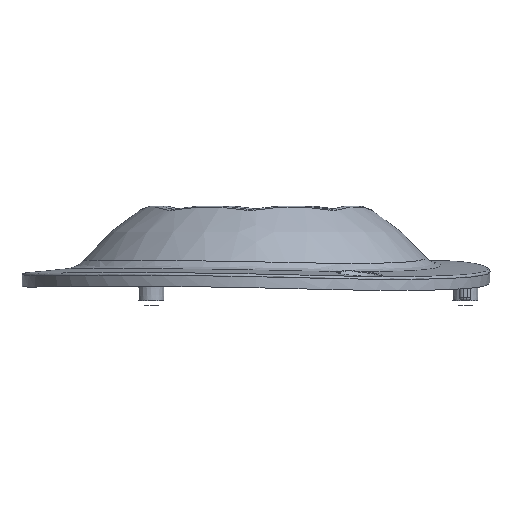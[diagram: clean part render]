
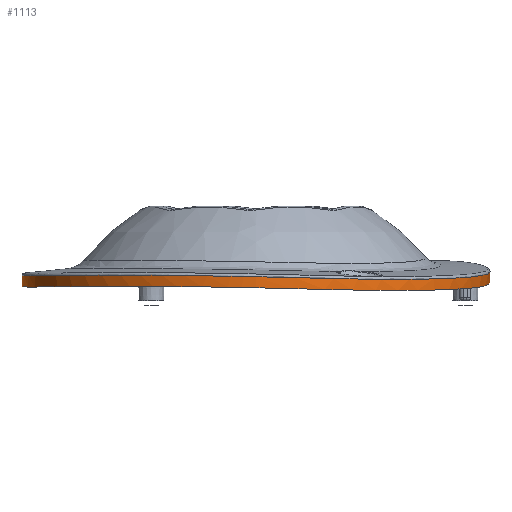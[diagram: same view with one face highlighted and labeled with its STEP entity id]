
A CAD part, left-side view. The second image highlights one B-rep face of the part: STEP entity #1113.
In plain terms, the highlighted conical face has half-angle 1 degrees and reference radius 21.46 mm.
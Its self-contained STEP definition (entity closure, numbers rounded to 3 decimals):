
#66=LINE('',#1803,#107);
#107=VECTOR('',#1321,21.5);
#148=CONICAL_SURFACE('',#1197,21.46,0.017);
#162=FACE_OUTER_BOUND('',#232,.T.);
#232=EDGE_LOOP('',(#740,#741,#742,#743,#744,#745));
#310=B_SPLINE_CURVE_WITH_KNOTS('',3,(#1726,#1727,#1728,#1729,#1730,#1731,
#1732,#1733,#1734,#1735,#1736,#1737,#1738,#1739,#1740,#1741,#1742,#1743,
#1744,#1745,#1746,#1747,#1748),.UNSPECIFIED.,.F.,.F.,(4,1,2,1,2,2,2,1,1,
2,1,2,2,4),(0.,1.113,2.227,3.488,4.748,
5.61,6.19,7.538,8.212,8.886,
10.256,11.625,12.318,12.342),
 .UNSPECIFIED.);
#311=B_SPLINE_CURVE_WITH_KNOTS('',3,(#1749,#1750,#1751,#1752,#1753,#1754),
 .UNSPECIFIED.,.F.,.F.,(4,2,4),(12.342,13.462,13.561),
 .UNSPECIFIED.);
#313=B_SPLINE_CURVE_WITH_KNOTS('',3,(#1783,#1784,#1785,#1786,#1787,#1788,
#1789,#1790,#1791,#1792,#1793,#1794,#1795,#1796,#1797,#1798,#1799,#1800,
#1801,#1802),.UNSPECIFIED.,.F.,.F.,(4,2,2,2,2,2,2,2,2,4),(-13.548,
-12.979,-12.152,-11.3,-10.458,-9.625,
-8.79,-7.946,-7.106,-6.417),
 .UNSPECIFIED.);
#314=B_SPLINE_CURVE_WITH_KNOTS('',3,(#1804,#1805,#1806,#1807,#1808,#1809,
#1810,#1811,#1812,#1813,#1814,#1815,#1816,#1817,#1818,#1819,#1820,#1821,
#1822,#1823),.UNSPECIFIED.,.F.,.F.,(4,2,2,2,2,2,2,2,2,4),(-6.417,
-6.276,-5.452,-4.767,-4.037,
-3.184,-2.38,-1.532,-0.781,
0.),.UNSPECIFIED.);
#445=VERTEX_POINT('',#1723);
#446=VERTEX_POINT('',#1725);
#447=VERTEX_POINT('',#1781);
#448=VERTEX_POINT('',#1782);
#557=EDGE_CURVE('',#445,#446,#310,.T.);
#558=EDGE_CURVE('',#446,#445,#311,.T.);
#560=EDGE_CURVE('',#447,#448,#313,.T.);
#561=EDGE_CURVE('',#448,#446,#66,.T.);
#562=EDGE_CURVE('',#448,#447,#314,.T.);
#740=ORIENTED_EDGE('',*,*,#560,.T.);
#741=ORIENTED_EDGE('',*,*,#561,.T.);
#742=ORIENTED_EDGE('',*,*,#557,.F.);
#743=ORIENTED_EDGE('',*,*,#558,.F.);
#744=ORIENTED_EDGE('',*,*,#561,.F.);
#745=ORIENTED_EDGE('',*,*,#562,.T.);
#1113=ADVANCED_FACE('',(#162),#148,.T.);
#1197=AXIS2_PLACEMENT_3D('',#1780,#1319,#1320);
#1319=DIRECTION('center_axis',(0.,0.,1.));
#1320=DIRECTION('ref_axis',(1.,0.,0.));
#1321=DIRECTION('',(-0.017,0.,1.));
#1723=CARTESIAN_POINT('',(-59.311,-3.166,12.531));
#1725=CARTESIAN_POINT('',(-62.66,8.35,12.763));
#1726=CARTESIAN_POINT('Ctrl Pts',(-59.311,-3.166,12.531));
#1727=CARTESIAN_POINT('Ctrl Pts',(-57.328,-6.292,12.506));
#1728=CARTESIAN_POINT('Ctrl Pts',(-51.72,-11.497,12.614));
#1729=CARTESIAN_POINT('Ctrl Pts',(-44.277,-13.252,12.98));
#1730=CARTESIAN_POINT('Ctrl Pts',(-36.414,-13.063,13.551));
#1731=CARTESIAN_POINT('Ctrl Pts',(-28.115,-10.344,14.26));
#1732=CARTESIAN_POINT('Ctrl Pts',(-22.679,-3.485,13.821));
#1733=CARTESIAN_POINT('Ctrl Pts',(-20.097,3.063,13.411));
#1734=CARTESIAN_POINT('Ctrl Pts',(-19.577,5.933,13.247));
#1735=CARTESIAN_POINT('Ctrl Pts',(-19.68,10.72,13.066));
#1736=CARTESIAN_POINT('Ctrl Pts',(-19.983,12.638,13.017));
#1737=CARTESIAN_POINT('Ctrl Pts',(-21.801,18.788,12.904));
#1738=CARTESIAN_POINT('Ctrl Pts',(-25.805,24.587,12.875));
#1739=CARTESIAN_POINT('Ctrl Pts',(-33.782,28.931,12.845));
#1740=CARTESIAN_POINT('Ctrl Pts',(-38.235,29.778,12.855));
#1741=CARTESIAN_POINT('Ctrl Pts',(-45.025,30.003,12.834));
#1742=CARTESIAN_POINT('Ctrl Pts',(-54.201,27.286,12.838));
#1743=CARTESIAN_POINT('Ctrl Pts',(-60.007,19.677,12.911));
#1744=CARTESIAN_POINT('Ctrl Pts',(-62.232,13.194,12.849));
#1745=CARTESIAN_POINT('Ctrl Pts',(-62.633,10.897,12.817));
#1746=CARTESIAN_POINT('Ctrl Pts',(-62.659,8.513,12.767));
#1747=CARTESIAN_POINT('Ctrl Pts',(-62.66,8.431,12.765));
#1748=CARTESIAN_POINT('Ctrl Pts',(-62.66,8.35,12.763));
#1749=CARTESIAN_POINT('Ctrl Pts',(-62.66,8.35,12.763));
#1750=CARTESIAN_POINT('Ctrl Pts',(-62.658,4.628,12.683));
#1751=CARTESIAN_POINT('Ctrl Pts',(-61.672,0.913,12.575));
#1752=CARTESIAN_POINT('Ctrl Pts',(-59.658,-2.604,12.535));
#1753=CARTESIAN_POINT('Ctrl Pts',(-59.488,-2.887,12.533));
#1754=CARTESIAN_POINT('Ctrl Pts',(-59.311,-3.166,12.531));
#1780=CARTESIAN_POINT('Origin',(-41.15,8.35,10.001));
#1781=CARTESIAN_POINT('',(-19.95,4.769,12.317));
#1782=CARTESIAN_POINT('',(-62.641,8.35,11.749));
#1783=CARTESIAN_POINT('Ctrl Pts',(-19.95,4.769,12.317));
#1784=CARTESIAN_POINT('Ctrl Pts',(-19.636,6.636,12.217));
#1785=CARTESIAN_POINT('Ctrl Pts',(-19.57,8.538,12.134));
#1786=CARTESIAN_POINT('Ctrl Pts',(-20.022,13.169,11.988));
#1787=CARTESIAN_POINT('Ctrl Pts',(-20.814,15.837,11.945));
#1788=CARTESIAN_POINT('Ctrl Pts',(-23.403,20.802,11.885));
#1789=CARTESIAN_POINT('Ctrl Pts',(-25.203,23.037,11.87));
#1790=CARTESIAN_POINT('Ctrl Pts',(-29.541,26.654,11.844));
#1791=CARTESIAN_POINT('Ctrl Pts',(-32.028,28.012,11.836));
#1792=CARTESIAN_POINT('Ctrl Pts',(-37.356,29.686,11.833));
#1793=CARTESIAN_POINT('Ctrl Pts',(-40.142,29.997,11.834));
#1794=CARTESIAN_POINT('Ctrl Pts',(-45.685,29.541,11.82));
#1795=CARTESIAN_POINT('Ctrl Pts',(-48.389,28.776,11.816));
#1796=CARTESIAN_POINT('Ctrl Pts',(-53.383,26.244,11.836));
#1797=CARTESIAN_POINT('Ctrl Pts',(-55.619,24.49,11.857));
#1798=CARTESIAN_POINT('Ctrl Pts',(-59.281,20.228,11.878));
#1799=CARTESIAN_POINT('Ctrl Pts',(-60.674,17.764,11.877));
#1800=CARTESIAN_POINT('Ctrl Pts',(-62.276,12.92,11.834));
#1801=CARTESIAN_POINT('Ctrl Pts',(-62.641,10.641,11.799));
#1802=CARTESIAN_POINT('Ctrl Pts',(-62.641,8.35,11.749));
#1803=CARTESIAN_POINT('',(-62.61,8.35,10.001));
#1804=CARTESIAN_POINT('Ctrl Pts',(-62.641,8.35,11.749));
#1805=CARTESIAN_POINT('Ctrl Pts',(-62.64,7.881,11.739));
#1806=CARTESIAN_POINT('Ctrl Pts',(-62.625,7.412,11.728));
#1807=CARTESIAN_POINT('Ctrl Pts',(-62.413,4.203,11.652));
#1808=CARTESIAN_POINT('Ctrl Pts',(-61.708,1.521,11.579));
#1809=CARTESIAN_POINT('Ctrl Pts',(-59.527,-3.016,11.505));
#1810=CARTESIAN_POINT('Ctrl Pts',(-58.214,-4.905,11.494));
#1811=CARTESIAN_POINT('Ctrl Pts',(-54.939,-8.308,11.538));
#1812=CARTESIAN_POINT('Ctrl Pts',(-52.964,-9.763,11.593));
#1813=CARTESIAN_POINT('Ctrl Pts',(-48.248,-12.133,11.774));
#1814=CARTESIAN_POINT('Ctrl Pts',(-45.481,-12.893,11.907));
#1815=CARTESIAN_POINT('Ctrl Pts',(-39.977,-13.284,12.264));
#1816=CARTESIAN_POINT('Ctrl Pts',(-37.302,-12.974,12.492));
#1817=CARTESIAN_POINT('Ctrl Pts',(-32.063,-11.348,12.868));
#1818=CARTESIAN_POINT('Ctrl Pts',(-29.564,-9.995,12.99));
#1819=CARTESIAN_POINT('Ctrl Pts',(-25.467,-6.586,12.983));
#1820=CARTESIAN_POINT('Ctrl Pts',(-23.841,-4.663,12.887));
#1821=CARTESIAN_POINT('Ctrl Pts',(-21.273,-0.261,
12.62));
#1822=CARTESIAN_POINT('Ctrl Pts',(-20.381,2.203,12.454));
#1823=CARTESIAN_POINT('Ctrl Pts',(-19.95,4.769,12.317));
